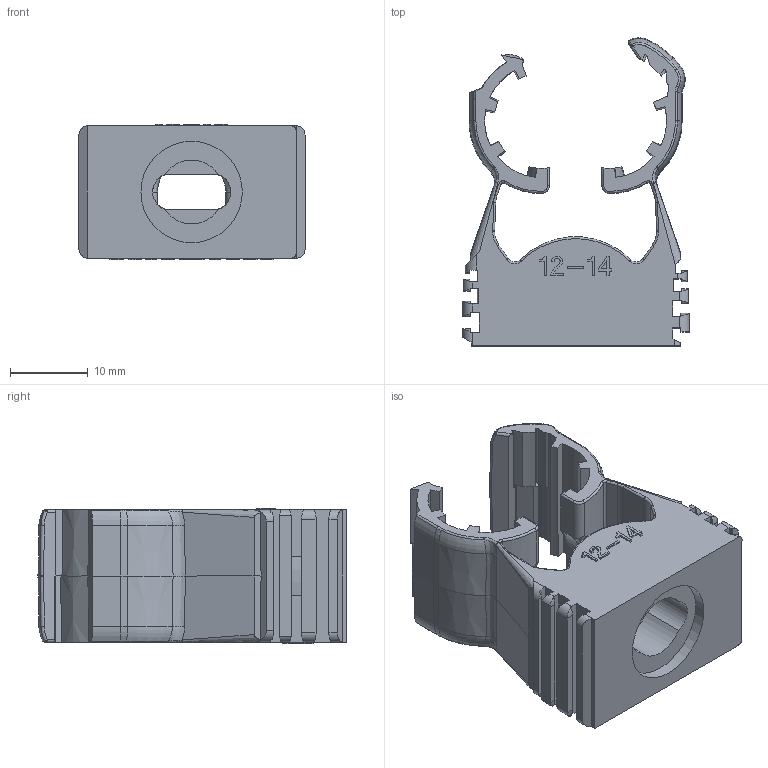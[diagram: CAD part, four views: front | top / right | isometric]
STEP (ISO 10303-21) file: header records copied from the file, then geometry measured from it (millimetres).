
FILE_DESCRIPTION((''),'2;1');
FILE_NAME('2146061','2015-04-29T',('AndreasKeweloh'),(''),'CREO PARAMETRIC BY PTC INC, 2014500','CREO PARAMETRIC BY PTC INC, 2014500','');
FILE_SCHEMA(('CONFIG_CONTROL_DESIGN'));
Length unit declared in the file: millimetre
Products named in the file (1): 2146061
Bounding box: 29 x 39.5 x 17.4 mm (x, y, z)
Volume: 6831.1 mm3; surface area: 5661.8 mm2
Topology: 1 solids, 1 shells, 855 faces, 2375 edges, 1546 vertices
Faces by surface type: cylinder 368, plane 357, bspline 64, torus 35, cone 16, extrusion 8, revolution 7
Entity records: 31694 total; most frequent: CARTESIAN_POINT 9768, ORIENTED_EDGE 4750, DIRECTION 4462, EDGE_CURVE 2375, AXIS2_PLACEMENT_3D 1573, VERTEX_POINT 1546, VECTOR 1309, LINE 1301
